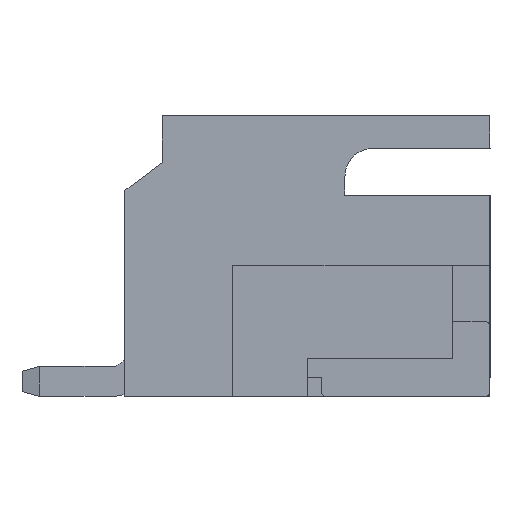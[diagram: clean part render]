
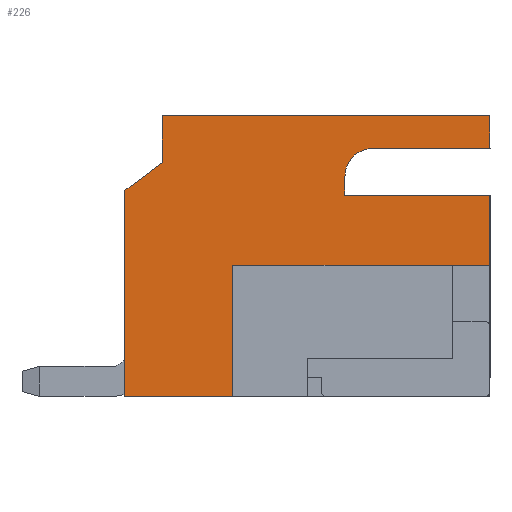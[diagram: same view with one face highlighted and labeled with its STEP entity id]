
A CAD part, left-side view. The second image highlights one B-rep face of the part: STEP entity #226.
In plain terms, the highlighted planar face has unit normal (-1, 0, 0).
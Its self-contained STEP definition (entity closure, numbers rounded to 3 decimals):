
#226=ADVANCED_FACE('',(#4134),#4136,.T.);
#4134=FACE_BOUND('',#4135,.T.);
#4135=EDGE_LOOP('',(#7221,#7222,#7223,#7224,#7225,#7226,#7227,#7228,#7229,#7230,
#7231,#7232,#7233));
#4136=PLANE('',#4137);
#4137=AXIS2_PLACEMENT_3D('',#4138,#4139,#4140);
#4138=CARTESIAN_POINT('',(-2.5,0.,0.));
#4139=DIRECTION('',(-1.,0.,0.));
#4140=DIRECTION('',(0.,0.,1.));
#7221=ORIENTED_EDGE('',*,*,#9527,.T.);
#7222=ORIENTED_EDGE('',*,*,#9528,.T.);
#7223=ORIENTED_EDGE('',*,*,#9482,.T.);
#7224=ORIENTED_EDGE('',*,*,#9526,.T.);
#7225=ORIENTED_EDGE('',*,*,#9505,.T.);
#7226=ORIENTED_EDGE('',*,*,#9529,.T.);
#7227=ORIENTED_EDGE('',*,*,#9530,.T.);
#7228=ORIENTED_EDGE('',*,*,#9531,.T.);
#7229=ORIENTED_EDGE('',*,*,#9532,.T.);
#7230=ORIENTED_EDGE('',*,*,#9533,.F.);
#7231=ORIENTED_EDGE('',*,*,#9534,.F.);
#7232=ORIENTED_EDGE('',*,*,#9535,.T.);
#7233=ORIENTED_EDGE('',*,*,#9536,.T.);
#9482=EDGE_CURVE('',#10669,#10667,#10670,.F.);
#9505=EDGE_CURVE('',#10712,#10710,#10713,.T.);
#9526=EDGE_CURVE('',#10667,#10712,#10741,.T.);
#9527=EDGE_CURVE('',#10742,#10743,#10744,.F.);
#9528=EDGE_CURVE('',#10743,#10669,#10745,.F.);
#9529=EDGE_CURVE('',#10710,#10746,#10747,.T.);
#9530=EDGE_CURVE('',#10746,#10748,#10749,.T.);
#9531=EDGE_CURVE('',#10748,#10750,#10751,.T.);
#9532=EDGE_CURVE('',#10750,#10752,#10753,.T.);
#9533=EDGE_CURVE('',#10754,#10752,#10755,.T.);
#9534=EDGE_CURVE('',#10756,#10754,#10757,.T.);
#9535=EDGE_CURVE('',#10756,#10758,#10759,.T.);
#9536=EDGE_CURVE('',#10758,#10742,#10760,.F.);
#10667=VERTEX_POINT('',#12587);
#10669=VERTEX_POINT('',#12591);
#10670=LINE('',#12592,#12593);
#10710=VERTEX_POINT('',#12677);
#10712=VERTEX_POINT('',#12681);
#10713=LINE('',#12682,#12683);
#10741=LINE('',#12753,#12754);
#10742=VERTEX_POINT('',#12756);
#10743=VERTEX_POINT('',#12757);
#10744=LINE('',#12758,#12759);
#10745=CIRCLE('',#12761,0.6);
#10746=VERTEX_POINT('',#12765);
#10747=LINE('',#12766,#12767);
#10748=VERTEX_POINT('',#12769);
#10749=LINE('',#12770,#12771);
#10750=VERTEX_POINT('',#12773);
#10751=LINE('',#12774,#12775);
#10752=VERTEX_POINT('',#12777);
#10753=LINE('',#12778,#12779);
#10754=VERTEX_POINT('',#12781);
#10755=LINE('',#12782,#12783);
#10756=VERTEX_POINT('',#12785);
#10757=LINE('',#12786,#12787);
#10758=VERTEX_POINT('',#12789);
#10759=LINE('',#12790,#12791);
#10760=LINE('',#12793,#12794);
#12587=CARTESIAN_POINT('',(-2.5,-7.,5.3));
#12591=CARTESIAN_POINT('',(-2.5,-4.5,5.3));
#12592=CARTESIAN_POINT('',(-2.5,-7.,5.3));
#12593=VECTOR('',#12594,1.);
#12594=DIRECTION('',(0.,1.,0.));
#12677=CARTESIAN_POINT('',(-2.5,0.,6.));
#12681=CARTESIAN_POINT('',(-2.5,-7.,6.));
#12682=CARTESIAN_POINT('',(-2.5,-7.,6.));
#12683=VECTOR('',#12684,1.);
#12684=DIRECTION('',(0.,1.,0.));
#12753=CARTESIAN_POINT('',(-2.5,-7.,5.3));
#12754=VECTOR('',#12755,1.);
#12755=DIRECTION('',(0.,0.,1.));
#12756=CARTESIAN_POINT('',(-2.5,-3.9,4.3));
#12757=CARTESIAN_POINT('',(-2.5,-3.9,4.7));
#12758=CARTESIAN_POINT('',(-2.5,-3.9,4.7));
#12759=VECTOR('',#12760,1.);
#12760=DIRECTION('',(0.,0.,-1.));
#12761=AXIS2_PLACEMENT_3D('',#12762,#12763,#12764);
#12762=CARTESIAN_POINT('',(-2.5,-4.5,4.7));
#12763=DIRECTION('',(-1.,0.,0.));
#12764=DIRECTION('',(0.,0.,1.));
#12765=CARTESIAN_POINT('',(-2.5,0.,5.));
#12766=CARTESIAN_POINT('',(-2.5,0.,6.));
#12767=VECTOR('',#12768,1.);
#12768=DIRECTION('',(0.,0.,-1.));
#12769=CARTESIAN_POINT('',(-2.5,0.8,4.4));
#12770=CARTESIAN_POINT('',(-2.5,0.,5.));
#12771=VECTOR('',#12772,1.);
#12772=DIRECTION('',(0.,0.8,-0.6));
#12773=CARTESIAN_POINT('',(-2.5,0.8,0.));
#12774=CARTESIAN_POINT('',(-2.5,0.8,4.4));
#12775=VECTOR('',#12776,1.);
#12776=DIRECTION('',(0.,0.,-1.));
#12777=CARTESIAN_POINT('',(-2.5,-1.5,0.));
#12778=CARTESIAN_POINT('',(-2.5,0.8,0.));
#12779=VECTOR('',#12780,1.);
#12780=DIRECTION('',(0.,-1.,0.));
#12781=CARTESIAN_POINT('',(-2.5,-1.5,2.8));
#12782=CARTESIAN_POINT('',(-2.5,-1.5,2.8));
#12783=VECTOR('',#12784,1.);
#12784=DIRECTION('',(0.,0.,-1.));
#12785=CARTESIAN_POINT('',(-2.5,-7.,2.8));
#12786=CARTESIAN_POINT('',(-2.5,-7.,2.8));
#12787=VECTOR('',#12788,1.);
#12788=DIRECTION('',(0.,1.,0.));
#12789=CARTESIAN_POINT('',(-2.5,-7.,4.3));
#12790=CARTESIAN_POINT('',(-2.5,-7.,2.8));
#12791=VECTOR('',#12792,1.);
#12792=DIRECTION('',(0.,0.,1.));
#12793=CARTESIAN_POINT('',(-2.5,-3.9,4.3));
#12794=VECTOR('',#12795,1.);
#12795=DIRECTION('',(0.,-1.,0.));
